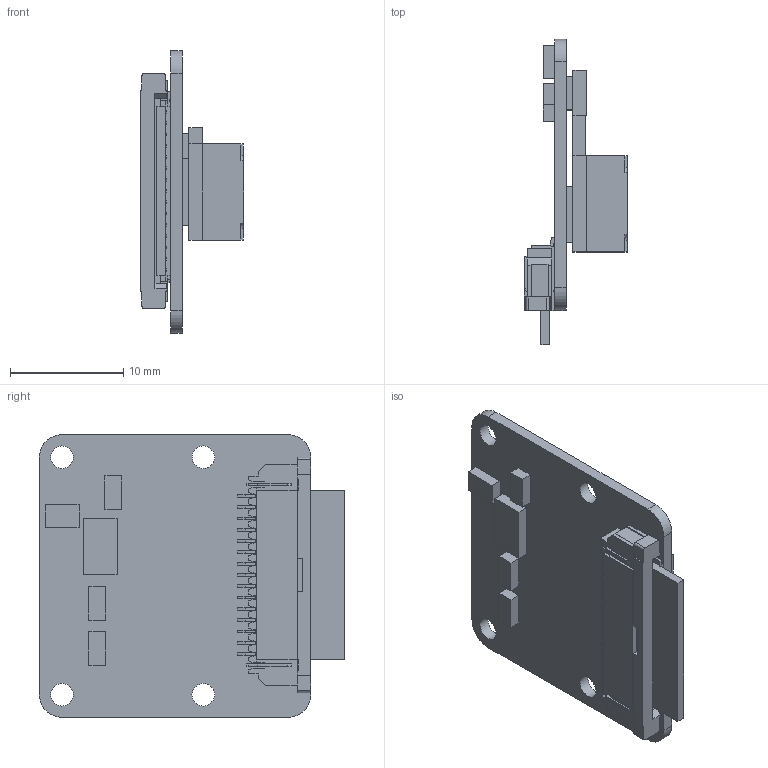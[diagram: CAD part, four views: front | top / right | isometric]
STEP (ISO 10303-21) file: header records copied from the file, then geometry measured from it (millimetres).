
FILE_DESCRIPTION(/* description */ (''),/* implementation_level */ '2;1');
FILE_NAME(/* name */ 'Arducam IMX519.stp',/* time_stamp */ '2025-10-08T16:26:47+03:00',/* author */ ('Brayo'),/* organization */ (''),/* preprocessor_version */ 'ST-DEVELOPER v20',/* originating_system */ 'Autodesk Inventor 2022',/* authorisation */ '');
FILE_SCHEMA (('AUTOMOTIVE_DESIGN { 1 0 10303 214 3 1 1 }'));
Length unit declared in the file: millimetre
Products named in the file (5): Arducam IMX519; Arducam IMX519_1; Rear Components; sfw15r3ste1lf; Part43
Assembly tree (4 placements, depth 3):
  Arducam IMX519
    Arducam IMX519_1
    Rear Components
      sfw15r3ste1lf
      Part43
Bounding box: 9.15 x 27 x 25 mm (x, y, z)
Volume: 1261.1 mm3; surface area: 3096.5 mm2
Topology: 12 solids, 12 shells, 963 faces, 2785 edges, 1781 vertices
Faces by surface type: plane 933, cylinder 25, cone 4, sphere 1
Full cylindrical faces by diameter (mm): 1.5 x1, 2 x4, 6 x1, 6.25 x1, 7.25 x2
Entity records: 31248 total; most frequent: ORIENTED_EDGE 5568, CARTESIAN_POINT 5553, DIRECTION 4798, EDGE_CURVE 2784, LINE 2698, VECTOR 2698, VERTEX_POINT 1780, AXIS2_PLACEMENT_3D 1050
